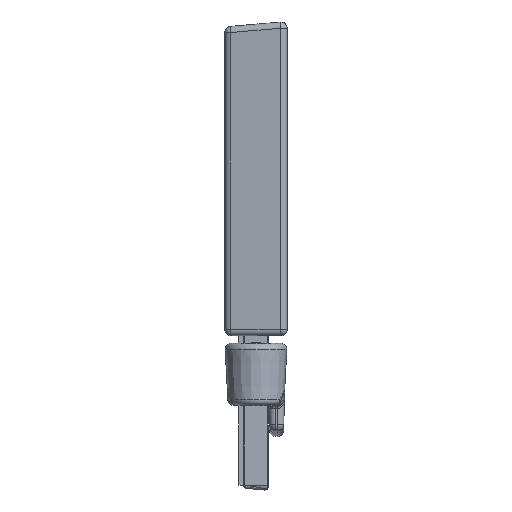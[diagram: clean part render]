
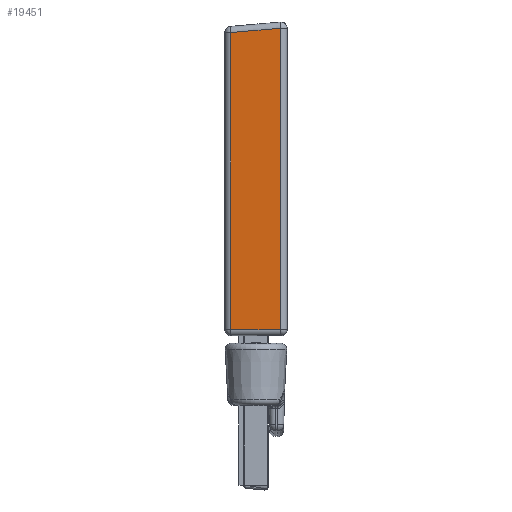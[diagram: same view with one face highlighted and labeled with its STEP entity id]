
A CAD part, left-side view. The second image highlights one B-rep face of the part: STEP entity #19451.
In plain terms, the highlighted planar face has unit normal (-0.996, 0.087, 0).
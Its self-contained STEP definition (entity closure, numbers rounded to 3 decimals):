
#81 = EDGE_CURVE ( 'NONE', #23593, #22394, #18202, .T. ) ;
#482 = VECTOR ( 'NONE', #17455, 1000. ) ;
#703 = EDGE_CURVE ( 'NONE', #22544, #18380, #12158, .T. ) ;
#722 = CARTESIAN_POINT ( 'NONE',  ( -14.705, 9.087, -5.416 ) ) ;
#754 = FACE_OUTER_BOUND ( 'NONE', #17264, .T. ) ;
#2616 = EDGE_CURVE ( 'NONE', #22394, #22544, #22344, .T. ) ;
#2799 = DIRECTION ( 'NONE',  ( -0.996, 0.087, 0. ) ) ;
#2930 = CARTESIAN_POINT ( 'NONE',  ( -14.705, 9.087, -53.125 ) ) ;
#3017 = VECTOR ( 'NONE', #13768, 1000. ) ;
#5804 = VECTOR ( 'NONE', #17090, 1000. ) ;
#10163 = LINE ( 'NONE', #11925, #482 ) ;
#11310 = DIRECTION ( 'NONE',  ( 0.087, 0.992, -0.087 ) ) ;
#11624 = AXIS2_PLACEMENT_3D ( 'NONE', #17585, #2799, #21299 ) ;
#11925 = CARTESIAN_POINT ( 'NONE',  ( -15.405, 1.087, -3.625 ) ) ;
#12158 = LINE ( 'NONE', #21198, #3017 ) ;
#13320 = VECTOR ( 'NONE', #11310, 1000. ) ;
#13768 = DIRECTION ( 'NONE',  ( -0.087, -0.996, 0. ) ) ;
#16618 = CARTESIAN_POINT ( 'NONE',  ( -15.761, -2.983, -4.36 ) ) ;
#17090 = DIRECTION ( 'NONE',  ( 0., 0., -1. ) ) ;
#17264 = EDGE_LOOP ( 'NONE', ( #22407, #22774, #22732, #22842 ) ) ;
#17455 = DIRECTION ( 'NONE',  ( 0., 0., 1. ) ) ;
#17585 = CARTESIAN_POINT ( 'NONE',  ( -15.5, 0., 30. ) ) ;
#18202 = LINE ( 'NONE', #16618, #13320 ) ;
#18380 = VERTEX_POINT ( 'NONE', #20500 ) ;
#18737 = CARTESIAN_POINT ( 'NONE',  ( -15.405, 1.087, -4.717 ) ) ;
#19063 = EDGE_CURVE ( 'NONE', #18380, #23593, #10163, .T. ) ;
#19451 = ADVANCED_FACE ( 'NONE', ( #754 ), #22885, .T. ) ;
#20500 = CARTESIAN_POINT ( 'NONE',  ( -15.405, 1.087, -53.125 ) ) ;
#20734 = CARTESIAN_POINT ( 'NONE',  ( -14.705, 9.087, 30. ) ) ;
#21198 = CARTESIAN_POINT ( 'NONE',  ( -15.5, 0., -53.125 ) ) ;
#21299 = DIRECTION ( 'NONE',  ( -0.087, -0.996, 0. ) ) ;
#22344 = LINE ( 'NONE', #20734, #5804 ) ;
#22394 = VERTEX_POINT ( 'NONE', #722 ) ;
#22407 = ORIENTED_EDGE ( 'NONE', *, *, #2616, .T. ) ;
#22544 = VERTEX_POINT ( 'NONE', #2930 ) ;
#22732 = ORIENTED_EDGE ( 'NONE', *, *, #19063, .T. ) ;
#22774 = ORIENTED_EDGE ( 'NONE', *, *, #703, .T. ) ;
#22842 = ORIENTED_EDGE ( 'NONE', *, *, #81, .T. ) ;
#22885 = PLANE ( 'NONE',  #11624 ) ;
#23593 = VERTEX_POINT ( 'NONE', #18737 ) ;
